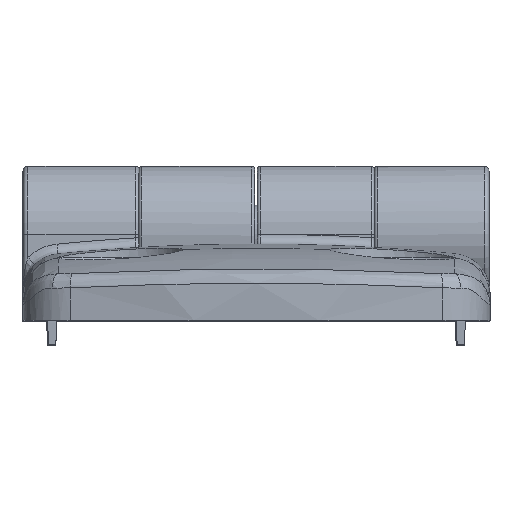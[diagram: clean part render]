
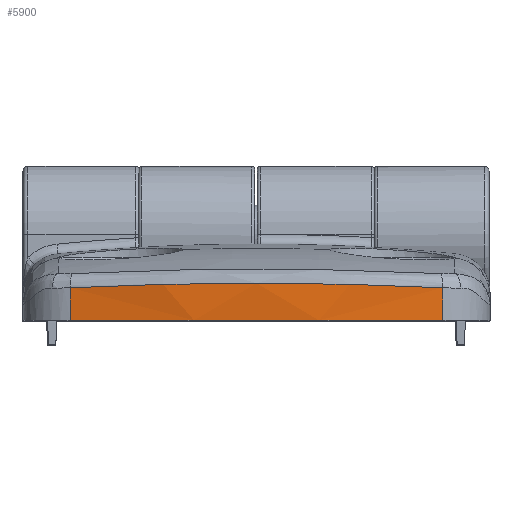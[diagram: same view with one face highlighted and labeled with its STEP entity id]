
A CAD part, top view. The second image highlights one B-rep face of the part: STEP entity #5900.
In plain terms, the highlighted cylindrical face has radius 100 mm (diameter 200 mm), a partial arc.
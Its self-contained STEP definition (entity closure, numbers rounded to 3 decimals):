
#5844=CARTESIAN_POINT('',(0.0,7.9,61.5));
#5845=DIRECTION('',(0.0,1.0,0.0));
#5846=DIRECTION('',(0.0,0.0,-1.0));
#5847=AXIS2_PLACEMENT_3D('',#5844,#5845,#5846);
#5848=CYLINDRICAL_SURFACE('',#5847,100.0);
#5849=CARTESIAN_POINT('',(-19.149,3.351,-36.649));
#5850=VERTEX_POINT('',#5849);
#5851=CARTESIAN_POINT('',(0.,3.818,-38.5));
#5852=VERTEX_POINT('',#5851);
#5853=CARTESIAN_POINT('',(-19.149,3.351,-36.649));
#5854=CARTESIAN_POINT('',(-15.972,3.512,-37.269));
#5855=CARTESIAN_POINT('',(-12.788,3.628,-37.731));
#5856=CARTESIAN_POINT('',(-6.405,3.781,-38.346));
#5857=CARTESIAN_POINT('',(-3.206,3.818,-38.5));
#5858=CARTESIAN_POINT('',(0.,3.818,-38.5));
#5859=B_SPLINE_CURVE_WITH_KNOTS('',3,(#5853,#5854,#5855,#5856,#5857,#5858),.UNSPECIFIED.,.F.,.U.,(4,2,4),(0.004,0.014,0.024),.UNSPECIFIED.);
#5860=EDGE_CURVE('',#5850,#5852,#5859,.T.);
#5861=ORIENTED_EDGE('',*,*,#5860,.T.);
#5862=CARTESIAN_POINT('',(19.149,3.351,-36.649));
#5863=VERTEX_POINT('',#5862);
#5864=CARTESIAN_POINT('',(0.,3.818,-38.5));
#5865=CARTESIAN_POINT('',(3.188,3.818,-38.5));
#5866=CARTESIAN_POINT('',(6.382,3.781,-38.348));
#5867=CARTESIAN_POINT('',(11.185,3.666,-37.886));
#5868=CARTESIAN_POINT('',(12.79,3.618,-37.692));
#5869=CARTESIAN_POINT('',(15.98,3.5,-37.228));
#5870=CARTESIAN_POINT('',(17.568,3.431,-36.958));
#5871=CARTESIAN_POINT('',(19.149,3.351,-36.649));
#5872=B_SPLINE_CURVE_WITH_KNOTS('',3,(#5864,#5865,#5866,#5867,#5868,#5869,#5870,#5871),.UNSPECIFIED.,.F.,.U.,(4,2,2,4),(0.024,0.033,0.038,0.043),.UNSPECIFIED.);
#5873=EDGE_CURVE('',#5852,#5863,#5872,.T.);
#5874=ORIENTED_EDGE('',*,*,#5873,.T.);
#5875=CARTESIAN_POINT('',(19.149,0.0,-36.649));
#5876=VERTEX_POINT('',#5875);
#5877=CARTESIAN_POINT('',(19.149,3.351,-36.649));
#5878=DIRECTION('',(0.0,-1.0,0.0));
#5879=VECTOR('',#5878,3.351);
#5880=LINE('',#5877,#5879);
#5881=EDGE_CURVE('',#5863,#5876,#5880,.T.);
#5882=ORIENTED_EDGE('',*,*,#5881,.T.);
#5883=CARTESIAN_POINT('',(-19.149,0.0,-36.649));
#5884=VERTEX_POINT('',#5883);
#5885=CARTESIAN_POINT('',(0.0,0.0,61.5));
#5886=DIRECTION('',(0.0,1.0,0.0));
#5887=DIRECTION('',(0.0,0.0,-1.0));
#5888=AXIS2_PLACEMENT_3D('',#5885,#5886,#5887);
#5889=CIRCLE('',#5888,100.0);
#5890=EDGE_CURVE('',#5876,#5884,#5889,.T.);
#5891=ORIENTED_EDGE('',*,*,#5890,.T.);
#5892=CARTESIAN_POINT('',(-19.149,3.351,-36.649));
#5893=DIRECTION('',(0.0,-1.0,0.0));
#5894=VECTOR('',#5893,3.351);
#5895=LINE('',#5892,#5894);
#5896=EDGE_CURVE('',#5850,#5884,#5895,.T.);
#5897=ORIENTED_EDGE('',*,*,#5896,.F.);
#5898=EDGE_LOOP('',(#5861,#5874,#5882,#5891,#5897));
#5899=FACE_OUTER_BOUND('',#5898,.T.);
#5900=ADVANCED_FACE('',(#5899),#5848,.T.);
